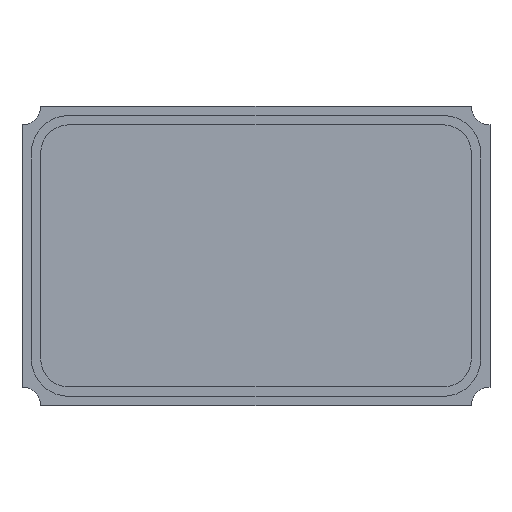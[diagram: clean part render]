
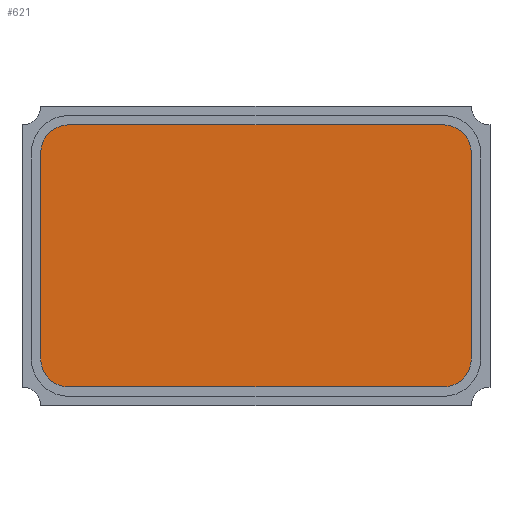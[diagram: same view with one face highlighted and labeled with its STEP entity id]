
A CAD part, top view. The second image highlights one B-rep face of the part: STEP entity #621.
In plain terms, the highlighted planar face has unit normal (0, 0, 1).
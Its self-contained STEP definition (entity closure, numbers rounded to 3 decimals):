
#32 = PLANE('',#33);
#33 = AXIS2_PLACEMENT_3D('',#34,#35,#36);
#34 = CARTESIAN_POINT('',(-2.3,1.4,0.1));
#35 = DIRECTION('',(0.,1.,0.));
#36 = DIRECTION('',(1.,0.,0.));
#55 = VERTEX_POINT('',#56);
#56 = CARTESIAN_POINT('',(-2.,1.4,0.8));
#70 = CYLINDRICAL_SURFACE('',#71,0.3);
#71 = AXIS2_PLACEMENT_3D('',#72,#73,#74);
#72 = CARTESIAN_POINT('',(-2.,1.1,0.1));
#73 = DIRECTION('',(0.,0.,1.));
#74 = DIRECTION('',(0.,1.,0.));
#82 = EDGE_CURVE('',#55,#83,#85,.T.);
#83 = VERTEX_POINT('',#84);
#84 = CARTESIAN_POINT('',(2.,1.4,0.8));
#85 = SURFACE_CURVE('',#86,(#90,#97),.PCURVE_S1.);
#86 = LINE('',#87,#88);
#87 = CARTESIAN_POINT('',(-2.3,1.4,0.8));
#88 = VECTOR('',#89,1.);
#89 = DIRECTION('',(1.,0.,0.));
#90 = PCURVE('',#32,#91);
#91 = DEFINITIONAL_REPRESENTATION('',(#92),#96);
#92 = LINE('',#93,#94);
#93 = CARTESIAN_POINT('',(0.,-0.7));
#94 = VECTOR('',#95,1.);
#95 = DIRECTION('',(1.,0.));
#96 = ( GEOMETRIC_REPRESENTATION_CONTEXT(2) 
PARAMETRIC_REPRESENTATION_CONTEXT() REPRESENTATION_CONTEXT('2D SPACE',''
  ) );
#97 = PCURVE('',#98,#103);
#98 = PLANE('',#99);
#99 = AXIS2_PLACEMENT_3D('',#100,#101,#102);
#100 = CARTESIAN_POINT('',(0.,0.,0.8));
#101 = DIRECTION('',(-0.,-0.,-1.));
#102 = DIRECTION('',(-1.,0.,0.));
#103 = DEFINITIONAL_REPRESENTATION('',(#104),#108);
#104 = LINE('',#105,#106);
#105 = CARTESIAN_POINT('',(2.3,1.4));
#106 = VECTOR('',#107,1.);
#107 = DIRECTION('',(-1.,0.));
#108 = ( GEOMETRIC_REPRESENTATION_CONTEXT(2) 
PARAMETRIC_REPRESENTATION_CONTEXT() REPRESENTATION_CONTEXT('2D SPACE',''
  ) );
#124 = CYLINDRICAL_SURFACE('',#125,0.3);
#125 = AXIS2_PLACEMENT_3D('',#126,#127,#128);
#126 = CARTESIAN_POINT('',(2.,1.1,0.1));
#127 = DIRECTION('',(0.,0.,1.));
#128 = DIRECTION('',(0.,1.,0.));
#445 = PLANE('',#446);
#446 = AXIS2_PLACEMENT_3D('',#447,#448,#449);
#447 = CARTESIAN_POINT('',(-2.3,-1.4,0.1));
#448 = DIRECTION('',(-1.,0.,0.));
#449 = DIRECTION('',(0.,1.,0.));
#477 = CYLINDRICAL_SURFACE('',#478,0.3);
#478 = AXIS2_PLACEMENT_3D('',#479,#480,#481);
#479 = CARTESIAN_POINT('',(-2.,-1.1,0.1));
#480 = DIRECTION('',(0.,0.,1.));
#481 = DIRECTION('',(0.,-1.,0.));
#504 = PLANE('',#505);
#505 = AXIS2_PLACEMENT_3D('',#506,#507,#508);
#506 = CARTESIAN_POINT('',(2.3,-1.4,0.1));
#507 = DIRECTION('',(0.,-1.,0.));
#508 = DIRECTION('',(-1.,0.,0.));
#536 = CYLINDRICAL_SURFACE('',#537,0.3);
#537 = AXIS2_PLACEMENT_3D('',#538,#539,#540);
#538 = CARTESIAN_POINT('',(2.,-1.1,0.1));
#539 = DIRECTION('',(0.,0.,1.));
#540 = DIRECTION('',(1.,0.,0.));
#561 = PLANE('',#562);
#562 = AXIS2_PLACEMENT_3D('',#563,#564,#565);
#563 = CARTESIAN_POINT('',(2.3,1.4,0.1));
#564 = DIRECTION('',(1.,0.,0.));
#565 = DIRECTION('',(0.,-1.,0.));
#578 = VERTEX_POINT('',#579);
#579 = CARTESIAN_POINT('',(2.3,1.1,0.8));
#600 = EDGE_CURVE('',#83,#578,#601,.T.);
#601 = SURFACE_CURVE('',#602,(#607,#614),.PCURVE_S1.);
#602 = CIRCLE('',#603,0.3);
#603 = AXIS2_PLACEMENT_3D('',#604,#605,#606);
#604 = CARTESIAN_POINT('',(2.,1.1,0.8));
#605 = DIRECTION('',(-0.,-0.,-1.));
#606 = DIRECTION('',(0.,-1.,0.));
#607 = PCURVE('',#124,#608);
#608 = DEFINITIONAL_REPRESENTATION('',(#609),#613);
#609 = LINE('',#610,#611);
#610 = CARTESIAN_POINT('',(3.142,0.7));
#611 = VECTOR('',#612,1.);
#612 = DIRECTION('',(-1.,0.));
#613 = ( GEOMETRIC_REPRESENTATION_CONTEXT(2) 
PARAMETRIC_REPRESENTATION_CONTEXT() REPRESENTATION_CONTEXT('2D SPACE',''
  ) );
#614 = PCURVE('',#98,#615);
#615 = DEFINITIONAL_REPRESENTATION('',(#616),#620);
#616 = CIRCLE('',#617,0.3);
#617 = AXIS2_PLACEMENT_2D('',#618,#619);
#618 = CARTESIAN_POINT('',(-2.,1.1));
#619 = DIRECTION('',(0.,-1.));
#620 = ( GEOMETRIC_REPRESENTATION_CONTEXT(2) 
PARAMETRIC_REPRESENTATION_CONTEXT() REPRESENTATION_CONTEXT('2D SPACE',''
  ) );
#621 = ADVANCED_FACE('',(#622),#98,.F.);
#622 = FACE_BOUND('',#623,.F.);
#623 = EDGE_LOOP('',(#624,#625,#626,#649,#673,#696,#720,#743));
#624 = ORIENTED_EDGE('',*,*,#82,.T.);
#625 = ORIENTED_EDGE('',*,*,#600,.T.);
#626 = ORIENTED_EDGE('',*,*,#627,.T.);
#627 = EDGE_CURVE('',#578,#628,#630,.T.);
#628 = VERTEX_POINT('',#629);
#629 = CARTESIAN_POINT('',(2.3,-1.1,0.8));
#630 = SURFACE_CURVE('',#631,(#635,#642),.PCURVE_S1.);
#631 = LINE('',#632,#633);
#632 = CARTESIAN_POINT('',(2.3,1.4,0.8));
#633 = VECTOR('',#634,1.);
#634 = DIRECTION('',(0.,-1.,0.));
#635 = PCURVE('',#98,#636);
#636 = DEFINITIONAL_REPRESENTATION('',(#637),#641);
#637 = LINE('',#638,#639);
#638 = CARTESIAN_POINT('',(-2.3,1.4));
#639 = VECTOR('',#640,1.);
#640 = DIRECTION('',(0.,-1.));
#641 = ( GEOMETRIC_REPRESENTATION_CONTEXT(2) 
PARAMETRIC_REPRESENTATION_CONTEXT() REPRESENTATION_CONTEXT('2D SPACE',''
  ) );
#642 = PCURVE('',#561,#643);
#643 = DEFINITIONAL_REPRESENTATION('',(#644),#648);
#644 = LINE('',#645,#646);
#645 = CARTESIAN_POINT('',(0.,-0.7));
#646 = VECTOR('',#647,1.);
#647 = DIRECTION('',(1.,0.));
#648 = ( GEOMETRIC_REPRESENTATION_CONTEXT(2) 
PARAMETRIC_REPRESENTATION_CONTEXT() REPRESENTATION_CONTEXT('2D SPACE',''
  ) );
#649 = ORIENTED_EDGE('',*,*,#650,.T.);
#650 = EDGE_CURVE('',#628,#651,#653,.T.);
#651 = VERTEX_POINT('',#652);
#652 = CARTESIAN_POINT('',(2.,-1.4,0.8));
#653 = SURFACE_CURVE('',#654,(#659,#666),.PCURVE_S1.);
#654 = CIRCLE('',#655,0.3);
#655 = AXIS2_PLACEMENT_3D('',#656,#657,#658);
#656 = CARTESIAN_POINT('',(2.,-1.1,0.8));
#657 = DIRECTION('',(-0.,-0.,-1.));
#658 = DIRECTION('',(0.,-1.,0.));
#659 = PCURVE('',#98,#660);
#660 = DEFINITIONAL_REPRESENTATION('',(#661),#665);
#661 = CIRCLE('',#662,0.3);
#662 = AXIS2_PLACEMENT_2D('',#663,#664);
#663 = CARTESIAN_POINT('',(-2.,-1.1));
#664 = DIRECTION('',(0.,-1.));
#665 = ( GEOMETRIC_REPRESENTATION_CONTEXT(2) 
PARAMETRIC_REPRESENTATION_CONTEXT() REPRESENTATION_CONTEXT('2D SPACE',''
  ) );
#666 = PCURVE('',#536,#667);
#667 = DEFINITIONAL_REPRESENTATION('',(#668),#672);
#668 = LINE('',#669,#670);
#669 = CARTESIAN_POINT('',(4.712,0.7));
#670 = VECTOR('',#671,1.);
#671 = DIRECTION('',(-1.,0.));
#672 = ( GEOMETRIC_REPRESENTATION_CONTEXT(2) 
PARAMETRIC_REPRESENTATION_CONTEXT() REPRESENTATION_CONTEXT('2D SPACE',''
  ) );
#673 = ORIENTED_EDGE('',*,*,#674,.T.);
#674 = EDGE_CURVE('',#651,#675,#677,.T.);
#675 = VERTEX_POINT('',#676);
#676 = CARTESIAN_POINT('',(-2.,-1.4,0.8));
#677 = SURFACE_CURVE('',#678,(#682,#689),.PCURVE_S1.);
#678 = LINE('',#679,#680);
#679 = CARTESIAN_POINT('',(2.3,-1.4,0.8));
#680 = VECTOR('',#681,1.);
#681 = DIRECTION('',(-1.,0.,0.));
#682 = PCURVE('',#98,#683);
#683 = DEFINITIONAL_REPRESENTATION('',(#684),#688);
#684 = LINE('',#685,#686);
#685 = CARTESIAN_POINT('',(-2.3,-1.4));
#686 = VECTOR('',#687,1.);
#687 = DIRECTION('',(1.,0.));
#688 = ( GEOMETRIC_REPRESENTATION_CONTEXT(2) 
PARAMETRIC_REPRESENTATION_CONTEXT() REPRESENTATION_CONTEXT('2D SPACE',''
  ) );
#689 = PCURVE('',#504,#690);
#690 = DEFINITIONAL_REPRESENTATION('',(#691),#695);
#691 = LINE('',#692,#693);
#692 = CARTESIAN_POINT('',(0.,-0.7));
#693 = VECTOR('',#694,1.);
#694 = DIRECTION('',(1.,0.));
#695 = ( GEOMETRIC_REPRESENTATION_CONTEXT(2) 
PARAMETRIC_REPRESENTATION_CONTEXT() REPRESENTATION_CONTEXT('2D SPACE',''
  ) );
#696 = ORIENTED_EDGE('',*,*,#697,.T.);
#697 = EDGE_CURVE('',#675,#698,#700,.T.);
#698 = VERTEX_POINT('',#699);
#699 = CARTESIAN_POINT('',(-2.3,-1.1,0.8));
#700 = SURFACE_CURVE('',#701,(#706,#713),.PCURVE_S1.);
#701 = CIRCLE('',#702,0.3);
#702 = AXIS2_PLACEMENT_3D('',#703,#704,#705);
#703 = CARTESIAN_POINT('',(-2.,-1.1,0.8));
#704 = DIRECTION('',(-0.,-0.,-1.));
#705 = DIRECTION('',(0.,-1.,0.));
#706 = PCURVE('',#98,#707);
#707 = DEFINITIONAL_REPRESENTATION('',(#708),#712);
#708 = CIRCLE('',#709,0.3);
#709 = AXIS2_PLACEMENT_2D('',#710,#711);
#710 = CARTESIAN_POINT('',(2.,-1.1));
#711 = DIRECTION('',(0.,-1.));
#712 = ( GEOMETRIC_REPRESENTATION_CONTEXT(2) 
PARAMETRIC_REPRESENTATION_CONTEXT() REPRESENTATION_CONTEXT('2D SPACE',''
  ) );
#713 = PCURVE('',#477,#714);
#714 = DEFINITIONAL_REPRESENTATION('',(#715),#719);
#715 = LINE('',#716,#717);
#716 = CARTESIAN_POINT('',(-0.,0.7));
#717 = VECTOR('',#718,1.);
#718 = DIRECTION('',(-1.,0.));
#719 = ( GEOMETRIC_REPRESENTATION_CONTEXT(2) 
PARAMETRIC_REPRESENTATION_CONTEXT() REPRESENTATION_CONTEXT('2D SPACE',''
  ) );
#720 = ORIENTED_EDGE('',*,*,#721,.T.);
#721 = EDGE_CURVE('',#698,#722,#724,.T.);
#722 = VERTEX_POINT('',#723);
#723 = CARTESIAN_POINT('',(-2.3,1.1,0.8));
#724 = SURFACE_CURVE('',#725,(#729,#736),.PCURVE_S1.);
#725 = LINE('',#726,#727);
#726 = CARTESIAN_POINT('',(-2.3,-1.4,0.8));
#727 = VECTOR('',#728,1.);
#728 = DIRECTION('',(0.,1.,0.));
#729 = PCURVE('',#98,#730);
#730 = DEFINITIONAL_REPRESENTATION('',(#731),#735);
#731 = LINE('',#732,#733);
#732 = CARTESIAN_POINT('',(2.3,-1.4));
#733 = VECTOR('',#734,1.);
#734 = DIRECTION('',(0.,1.));
#735 = ( GEOMETRIC_REPRESENTATION_CONTEXT(2) 
PARAMETRIC_REPRESENTATION_CONTEXT() REPRESENTATION_CONTEXT('2D SPACE',''
  ) );
#736 = PCURVE('',#445,#737);
#737 = DEFINITIONAL_REPRESENTATION('',(#738),#742);
#738 = LINE('',#739,#740);
#739 = CARTESIAN_POINT('',(0.,-0.7));
#740 = VECTOR('',#741,1.);
#741 = DIRECTION('',(1.,0.));
#742 = ( GEOMETRIC_REPRESENTATION_CONTEXT(2) 
PARAMETRIC_REPRESENTATION_CONTEXT() REPRESENTATION_CONTEXT('2D SPACE',''
  ) );
#743 = ORIENTED_EDGE('',*,*,#744,.F.);
#744 = EDGE_CURVE('',#55,#722,#745,.T.);
#745 = SURFACE_CURVE('',#746,(#751,#762),.PCURVE_S1.);
#746 = CIRCLE('',#747,0.3);
#747 = AXIS2_PLACEMENT_3D('',#748,#749,#750);
#748 = CARTESIAN_POINT('',(-2.,1.1,0.8));
#749 = DIRECTION('',(-0.,0.,1.));
#750 = DIRECTION('',(0.,-1.,0.));
#751 = PCURVE('',#98,#752);
#752 = DEFINITIONAL_REPRESENTATION('',(#753),#761);
#753 = ( BOUNDED_CURVE() B_SPLINE_CURVE(2,(#754,#755,#756,#757,#758,#759
,#760),.UNSPECIFIED.,.T.,.F.) B_SPLINE_CURVE_WITH_KNOTS((1,2,2,2,2,1),(
    -2.094,0.,2.094,4.189,6.283,
8.378),.UNSPECIFIED.) CURVE() GEOMETRIC_REPRESENTATION_ITEM() 
RATIONAL_B_SPLINE_CURVE((1.,0.5,1.,0.5,1.,0.5,1.)) REPRESENTATION_ITEM(
  '') );
#754 = CARTESIAN_POINT('',(2.,0.8));
#755 = CARTESIAN_POINT('',(1.48,0.8));
#756 = CARTESIAN_POINT('',(1.74,1.25));
#757 = CARTESIAN_POINT('',(2.,1.7));
#758 = CARTESIAN_POINT('',(2.26,1.25));
#759 = CARTESIAN_POINT('',(2.52,0.8));
#760 = CARTESIAN_POINT('',(2.,0.8));
#761 = ( GEOMETRIC_REPRESENTATION_CONTEXT(2) 
PARAMETRIC_REPRESENTATION_CONTEXT() REPRESENTATION_CONTEXT('2D SPACE',''
  ) );
#762 = PCURVE('',#70,#763);
#763 = DEFINITIONAL_REPRESENTATION('',(#764),#768);
#764 = LINE('',#765,#766);
#765 = CARTESIAN_POINT('',(-3.142,0.7));
#766 = VECTOR('',#767,1.);
#767 = DIRECTION('',(1.,0.));
#768 = ( GEOMETRIC_REPRESENTATION_CONTEXT(2) 
PARAMETRIC_REPRESENTATION_CONTEXT() REPRESENTATION_CONTEXT('2D SPACE',''
  ) );
